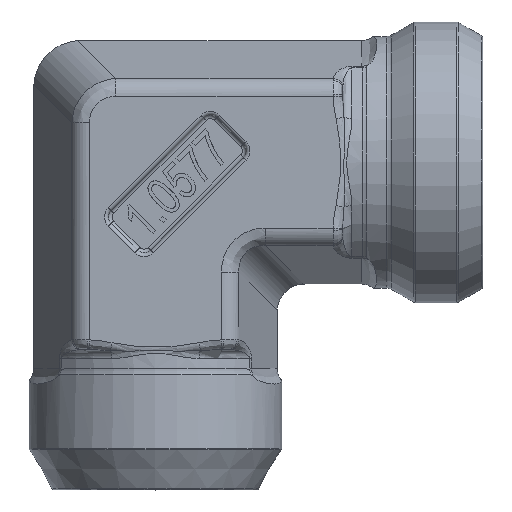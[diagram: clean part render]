
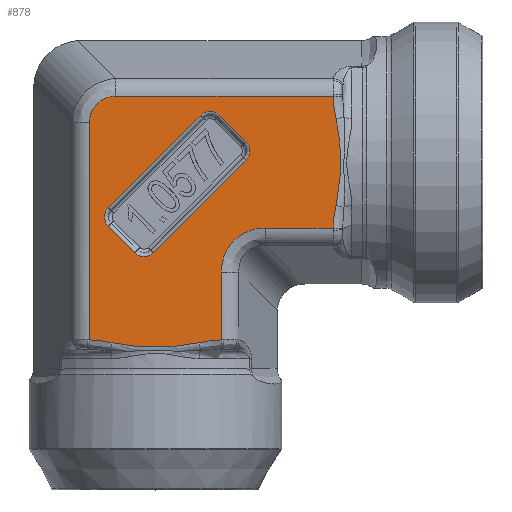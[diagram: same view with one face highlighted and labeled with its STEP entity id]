
A CAD part, top view. The second image highlights one B-rep face of the part: STEP entity #878.
In plain terms, the highlighted planar face has unit normal (0, 0, 1).
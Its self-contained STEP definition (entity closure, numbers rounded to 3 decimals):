
#274=ELLIPSE('',#5150,3.374,3.);
#275=ELLIPSE('',#5151,5.623,5.);
#302=PLANE('',#5152);
#443=LINE('',#7347,#625);
#444=LINE('',#7352,#626);
#445=LINE('',#7356,#627);
#446=LINE('',#7360,#628);
#447=LINE('',#7383,#629);
#448=LINE('',#7387,#630);
#449=LINE('',#7404,#631);
#450=LINE('',#7408,#632);
#625=VECTOR('',#5641,1.);
#626=VECTOR('',#5644,1.);
#627=VECTOR('',#5647,1.);
#628=VECTOR('',#5650,1.);
#629=VECTOR('',#5653,1.);
#630=VECTOR('',#5656,1.);
#631=VECTOR('',#5657,1.);
#632=VECTOR('',#5660,1.);
#818=FACE_BOUND('',#1487,.T.);
#819=FACE_BOUND('',#1488,.T.);
#878=ADVANCED_FACE('',(#818,#819),#302,.T.);
#1487=EDGE_LOOP('',(#2321,#2322,#2323,#2324,#2325,#2326,#2327,#2328));
#1488=EDGE_LOOP('',(#2329,#2330,#2331,#2332,#2333,#2334,#2335,#2336,#2337,
#2338,#2339,#2340));
#1920=B_SPLINE_CURVE_WITH_KNOTS('',3,(#7363,#7364,#7365,#7366,#7367,#7368,
#7369,#7370,#7371,#7372,#7373,#7374,#7375),.UNSPECIFIED.,.F.,.F.,(4,3,3,
3,4),(0.,0.25,0.474,0.75,1.),
 .UNSPECIFIED.);
#1921=B_SPLINE_CURVE_WITH_KNOTS('',3,(#7378,#7379,#7380,#7381),
 .UNSPECIFIED.,.F.,.F.,(4,4),(0.,1.),.UNSPECIFIED.);
#1922=B_SPLINE_CURVE_WITH_KNOTS('',3,(#7389,#7390,#7391,#7392),
 .UNSPECIFIED.,.F.,.F.,(4,4),(0.,1.),.UNSPECIFIED.);
#1923=B_SPLINE_CURVE_WITH_KNOTS('',3,(#7394,#7395,#7396,#7397),
 .UNSPECIFIED.,.F.,.F.,(4,4),(0.,1.),.UNSPECIFIED.);
#1924=B_SPLINE_CURVE_WITH_KNOTS('',3,(#7399,#7400,#7401,#7402),
 .UNSPECIFIED.,.F.,.F.,(4,4),(0.,1.),.UNSPECIFIED.);
#1925=B_SPLINE_CURVE_WITH_KNOTS('',3,(#7410,#7411,#7412,#7413),
 .UNSPECIFIED.,.F.,.F.,(4,4),(0.,1.),.UNSPECIFIED.);
#2321=ORIENTED_EDGE('',*,*,#4308,.T.);
#2322=ORIENTED_EDGE('',*,*,#4309,.T.);
#2323=ORIENTED_EDGE('',*,*,#4310,.T.);
#2324=ORIENTED_EDGE('',*,*,#4311,.T.);
#2325=ORIENTED_EDGE('',*,*,#4312,.T.);
#2326=ORIENTED_EDGE('',*,*,#4313,.T.);
#2327=ORIENTED_EDGE('',*,*,#4314,.T.);
#2328=ORIENTED_EDGE('',*,*,#4315,.T.);
#2329=ORIENTED_EDGE('',*,*,#4316,.T.);
#2330=ORIENTED_EDGE('',*,*,#4317,.T.);
#2331=ORIENTED_EDGE('',*,*,#4318,.T.);
#2332=ORIENTED_EDGE('',*,*,#4319,.F.);
#2333=ORIENTED_EDGE('',*,*,#4320,.F.);
#2334=ORIENTED_EDGE('',*,*,#4321,.T.);
#2335=ORIENTED_EDGE('',*,*,#4322,.T.);
#2336=ORIENTED_EDGE('',*,*,#4323,.T.);
#2337=ORIENTED_EDGE('',*,*,#4324,.T.);
#2338=ORIENTED_EDGE('',*,*,#4325,.T.);
#2339=ORIENTED_EDGE('',*,*,#4326,.T.);
#2340=ORIENTED_EDGE('',*,*,#4327,.T.);
#3827=VERTEX_POINT('',#7348);
#3828=VERTEX_POINT('',#7349);
#3829=VERTEX_POINT('',#7351);
#3830=VERTEX_POINT('',#7353);
#3831=VERTEX_POINT('',#7355);
#3832=VERTEX_POINT('',#7357);
#3833=VERTEX_POINT('',#7359);
#3834=VERTEX_POINT('',#7361);
#3835=VERTEX_POINT('',#7376);
#3836=VERTEX_POINT('',#7377);
#3837=VERTEX_POINT('',#7382);
#3838=VERTEX_POINT('',#7384);
#3839=VERTEX_POINT('',#7386);
#3840=VERTEX_POINT('',#7388);
#3841=VERTEX_POINT('',#7393);
#3842=VERTEX_POINT('',#7398);
#3843=VERTEX_POINT('',#7403);
#3844=VERTEX_POINT('',#7405);
#3845=VERTEX_POINT('',#7407);
#3846=VERTEX_POINT('',#7409);
#4308=EDGE_CURVE('',#3827,#3828,#443,.T.);
#4309=EDGE_CURVE('',#3828,#3829,#4936,.T.);
#4310=EDGE_CURVE('',#3829,#3830,#444,.T.);
#4311=EDGE_CURVE('',#3830,#3831,#4937,.T.);
#4312=EDGE_CURVE('',#3831,#3832,#445,.T.);
#4313=EDGE_CURVE('',#3832,#3833,#4938,.T.);
#4314=EDGE_CURVE('',#3833,#3834,#446,.T.);
#4315=EDGE_CURVE('',#3834,#3827,#4939,.T.);
#4316=EDGE_CURVE('',#3835,#3836,#1920,.T.);
#4317=EDGE_CURVE('',#3836,#3837,#1921,.T.);
#4318=EDGE_CURVE('',#3837,#3838,#447,.T.);
#4319=EDGE_CURVE('',#3839,#3838,#274,.T.);
#4320=EDGE_CURVE('',#3840,#3839,#448,.T.);
#4321=EDGE_CURVE('',#3840,#3841,#1922,.T.);
#4322=EDGE_CURVE('',#3841,#3842,#1923,.T.);
#4323=EDGE_CURVE('',#3842,#3843,#1924,.T.);
#4324=EDGE_CURVE('',#3843,#3844,#449,.T.);
#4325=EDGE_CURVE('',#3844,#3845,#275,.T.);
#4326=EDGE_CURVE('',#3845,#3846,#450,.T.);
#4327=EDGE_CURVE('',#3846,#3835,#1925,.T.);
#4936=CIRCLE('',#5146,1.4);
#4937=CIRCLE('',#5147,1.4);
#4938=CIRCLE('',#5148,1.4);
#4939=CIRCLE('',#5149,1.4);
#5146=AXIS2_PLACEMENT_3D('',#7350,#5642,#5643);
#5147=AXIS2_PLACEMENT_3D('',#7354,#5645,#5646);
#5148=AXIS2_PLACEMENT_3D('',#7358,#5648,#5649);
#5149=AXIS2_PLACEMENT_3D('',#7362,#5651,#5652);
#5150=AXIS2_PLACEMENT_3D('',#7385,#5654,#5655);
#5151=AXIS2_PLACEMENT_3D('',#7406,#5658,#5659);
#5152=AXIS2_PLACEMENT_3D('',#7414,#5661,#5662);
#5641=DIRECTION('',(-0.707,-0.707,0.));
#5642=DIRECTION('',(0.,0.,-1.));
#5643=DIRECTION('',(0.,-1.,0.));
#5644=DIRECTION('',(-0.707,0.707,0.));
#5645=DIRECTION('',(0.,0.,-1.));
#5646=DIRECTION('',(0.,-1.,0.));
#5647=DIRECTION('',(0.707,0.707,0.));
#5648=DIRECTION('',(0.,0.,-1.));
#5649=DIRECTION('',(0.,-1.,0.));
#5650=DIRECTION('',(0.707,-0.707,0.));
#5651=DIRECTION('',(0.,0.,-1.));
#5652=DIRECTION('',(0.,-1.,0.));
#5653=DIRECTION('',(-1.,0.,0.));
#5654=DIRECTION('',(0.,0.,-1.));
#5655=DIRECTION('',(-0.707,0.707,0.));
#5656=DIRECTION('',(0.,1.,0.));
#5657=DIRECTION('',(0.,1.,0.));
#5658=DIRECTION('',(0.,0.,-1.));
#5659=DIRECTION('',(0.707,-0.707,0.));
#5660=DIRECTION('',(1.,0.,0.));
#5661=DIRECTION('',(0.,0.,1.));
#5662=DIRECTION('',(0.,-1.,0.));
#7347=CARTESIAN_POINT('',(-0.925,-10.389,13.5));
#7348=CARTESIAN_POINT('',(9.682,0.218,13.5));
#7349=CARTESIAN_POINT('',(-0.218,-9.682,13.5));
#7350=CARTESIAN_POINT('',(-1.208,-8.692,13.5));
#7351=CARTESIAN_POINT('',(-2.198,-9.682,13.5));
#7352=CARTESIAN_POINT('',(-5.733,-6.146,13.5));
#7353=CARTESIAN_POINT('',(-5.026,-6.853,13.5));
#7354=CARTESIAN_POINT('',(-4.036,-5.863,13.5));
#7355=CARTESIAN_POINT('',(-5.026,-4.873,13.5));
#7356=CARTESIAN_POINT('',(5.58,5.733,13.5));
#7357=CARTESIAN_POINT('',(4.873,5.026,13.5));
#7358=CARTESIAN_POINT('',(5.863,4.036,13.5));
#7359=CARTESIAN_POINT('',(6.853,5.026,13.5));
#7360=CARTESIAN_POINT('',(10.389,1.491,13.5));
#7361=CARTESIAN_POINT('',(9.682,2.198,13.5));
#7362=CARTESIAN_POINT('',(8.692,1.208,13.5));
#7363=CARTESIAN_POINT('',(19.308,-4.64,13.5));
#7364=CARTESIAN_POINT('',(19.475,-3.878,13.5));
#7365=CARTESIAN_POINT('',(19.576,-3.103,13.5));
#7366=CARTESIAN_POINT('',(19.661,-2.327,13.5));
#7367=CARTESIAN_POINT('',(19.737,-1.635,13.5));
#7368=CARTESIAN_POINT('',(19.797,-0.94,13.5));
#7369=CARTESIAN_POINT('',(19.809,-0.244,13.5));
#7370=CARTESIAN_POINT('',(19.824,0.615,13.5));
#7371=CARTESIAN_POINT('',(19.755,1.474,13.5));
#7372=CARTESIAN_POINT('',(19.661,2.327,13.5));
#7373=CARTESIAN_POINT('',(19.576,3.103,13.5));
#7374=CARTESIAN_POINT('',(19.475,3.878,13.5));
#7375=CARTESIAN_POINT('',(19.308,4.64,13.5));
#7376=CARTESIAN_POINT('',(19.308,-4.64,13.5));
#7377=CARTESIAN_POINT('',(19.308,4.64,13.5));
#7378=CARTESIAN_POINT('',(19.308,4.64,13.5));
#7379=CARTESIAN_POINT('',(19.134,5.434,13.5));
#7380=CARTESIAN_POINT('',(19.01,6.235,13.5));
#7381=CARTESIAN_POINT('',(19.001,7.05,13.5));
#7382=CARTESIAN_POINT('',(19.001,7.05,13.5));
#7383=CARTESIAN_POINT('',(5.775,7.05,13.5));
#7384=CARTESIAN_POINT('',(-4.231,7.05,13.5));
#7385=CARTESIAN_POINT('',(-3.857,3.857,13.5));
#7386=CARTESIAN_POINT('',(-7.05,4.231,13.5));
#7387=CARTESIAN_POINT('',(-7.05,8.45,13.5));
#7388=CARTESIAN_POINT('',(-7.05,-19.001,13.5));
#7389=CARTESIAN_POINT('',(-7.05,-19.001,13.5));
#7390=CARTESIAN_POINT('',(-6.235,-19.01,13.5));
#7391=CARTESIAN_POINT('',(-5.434,-19.134,13.5));
#7392=CARTESIAN_POINT('',(-4.64,-19.308,13.5));
#7393=CARTESIAN_POINT('',(-4.64,-19.308,13.5));
#7394=CARTESIAN_POINT('',(-4.64,-19.308,13.5));
#7395=CARTESIAN_POINT('',(-1.589,-19.978,13.5));
#7396=CARTESIAN_POINT('',(1.586,-19.978,13.5));
#7397=CARTESIAN_POINT('',(4.64,-19.308,13.5));
#7398=CARTESIAN_POINT('',(4.64,-19.308,13.5));
#7399=CARTESIAN_POINT('',(4.64,-19.308,13.5));
#7400=CARTESIAN_POINT('',(5.434,-19.134,13.5));
#7401=CARTESIAN_POINT('',(6.235,-19.01,13.5));
#7402=CARTESIAN_POINT('',(7.05,-19.001,13.5));
#7403=CARTESIAN_POINT('',(7.05,-19.001,13.5));
#7404=CARTESIAN_POINT('',(7.05,8.45,13.5));
#7405=CARTESIAN_POINT('',(7.05,-11.748,13.5));
#7406=CARTESIAN_POINT('',(12.371,-12.371,13.5));
#7407=CARTESIAN_POINT('',(11.748,-7.05,13.5));
#7408=CARTESIAN_POINT('',(5.775,-7.05,13.5));
#7409=CARTESIAN_POINT('',(19.001,-7.05,13.5));
#7410=CARTESIAN_POINT('',(19.001,-7.05,13.5));
#7411=CARTESIAN_POINT('',(19.01,-6.235,13.5));
#7412=CARTESIAN_POINT('',(19.134,-5.434,13.5));
#7413=CARTESIAN_POINT('',(19.308,-4.64,13.5));
#7414=CARTESIAN_POINT('',(5.775,8.45,13.5));
